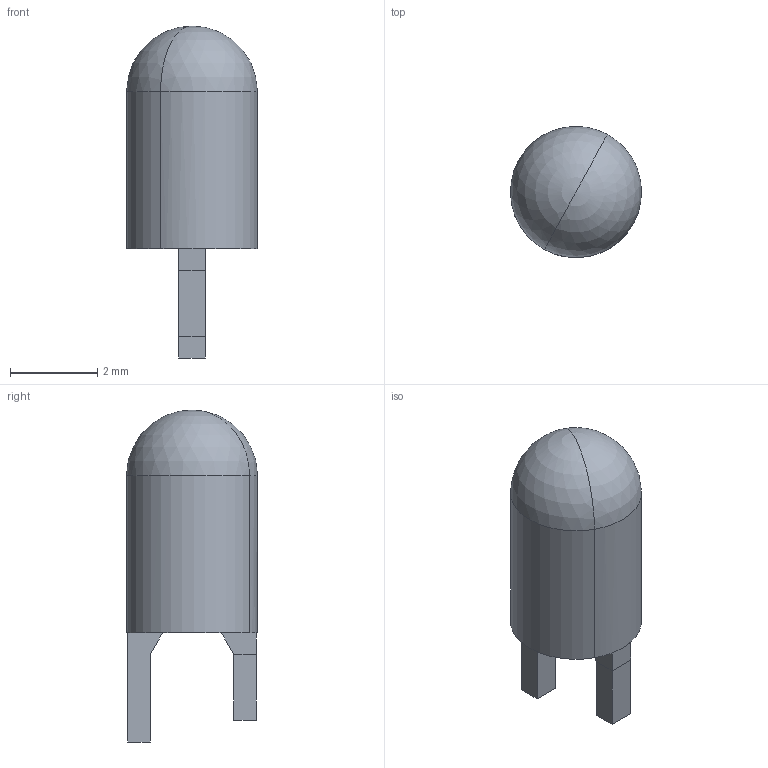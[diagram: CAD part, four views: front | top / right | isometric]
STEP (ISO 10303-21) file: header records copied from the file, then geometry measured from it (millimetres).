
FILE_DESCRIPTION(('CATIA V5 STEP Exchange'),'2;1');
FILE_NAME('3mm_LED.stp','2018-06-04T09:47:10+00:00',('none'),('none'),'CATIA Version 5-6 Release 2017','CATIA V5 STEP AP203','none');
FILE_SCHEMA(('CONFIG_CONTROL_DESIGN'));
Length unit declared in the file: millimetre
Products named in the file (1): Part1
Bounding box: 3 x 3 x 7.6 mm (x, y, z)
Volume: 34 mm3; surface area: 65.2 mm2
Topology: 1 solids, 1 shells, 22 faces, 49 edges, 27 vertices
Faces by surface type: plane 18, sphere 2, cylinder 2
Entity records: 575 total; most frequent: CARTESIAN_POINT 94, ORIENTED_EDGE 94, DIRECTION 76, EDGE_CURVE 47, VECTOR 34, LINE 34, AXIS2_PLACEMENT_3D 27, VERTEX_POINT 27
